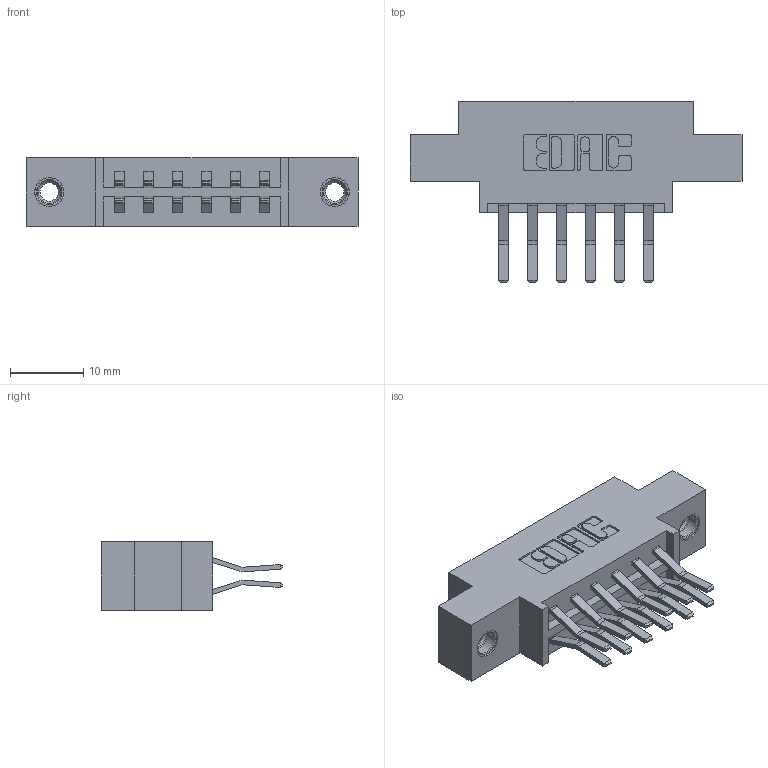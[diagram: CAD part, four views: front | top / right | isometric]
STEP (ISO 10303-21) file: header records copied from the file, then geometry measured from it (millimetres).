
FILE_DESCRIPTION (( 'STEP AP203' ), '1' );
FILE_NAME ('333-012-560-807.STEP', '2018-08-01T01:04:56', ( '' ), ( '' ), 'SwSTEP 2.0', 'SolidWorks 2016', '' );
FILE_SCHEMA (( 'CONFIG_CONTROL_DESIGN' ));
Length unit declared in the file: inch
Products named in the file (4): 333 Part_Offset - .156 Dia - TI; 345-292-001_560 Tail; 345-250-001_345-250-005-103; 333-012-560-807
Assembly tree (15 placements, depth 2):
  333-012-560-807
    333 Part_Offset - .156 Dia - TI
    345-292-001_560 Tail  x12
    345-250-001_345-250-005-103  x2
Bounding box: 45.31 x 24.78 x 9.4 mm (x, y, z)
Volume: 4126.9 mm3; surface area: 4971.6 mm2
Topology: 15 solids, 15 shells, 826 faces, 2391 edges, 1570 vertices
Faces by surface type: plane 538, cylinder 272, cone 12, torus 4
Entity records: 9922 total; most frequent: CARTESIAN_POINT 1673, ORIENTED_EDGE 1602, DIRECTION 1527, EDGE_CURVE 801, VECTOR 649, LINE 649, VERTEX_POINT 528, AXIS2_PLACEMENT_3D 439
